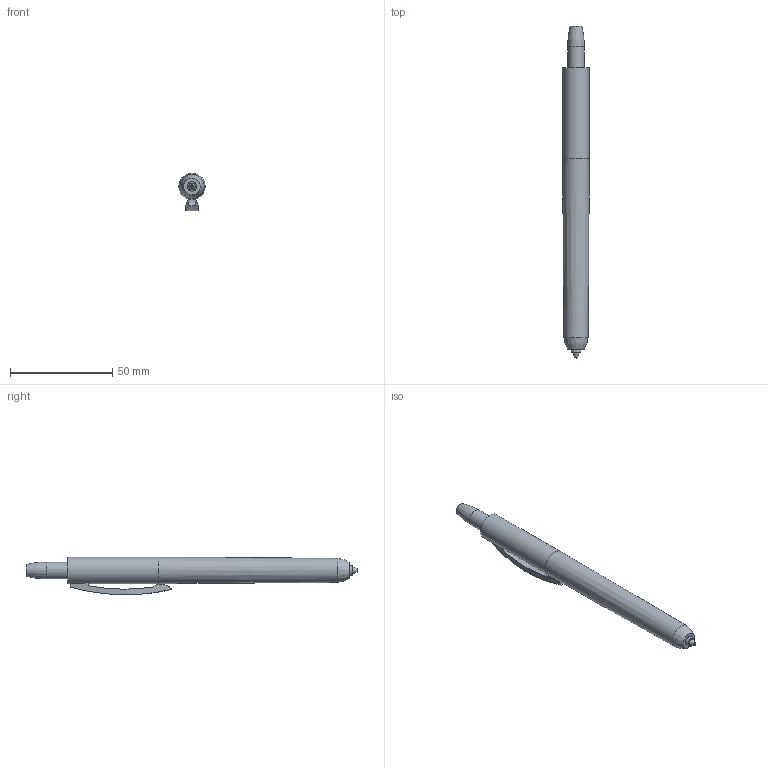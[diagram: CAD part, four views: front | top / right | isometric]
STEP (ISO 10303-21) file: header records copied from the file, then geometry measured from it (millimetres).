
FILE_DESCRIPTION(/* description */ (''),/* implementation_level */ '2;1');
FILE_NAME(/* name */ 'retractable_marker.stp',/* time_stamp */ '2020-04-11T05:45:16-04:00',/* author */ ('shane'),/* organization */ (''),/* preprocessor_version */ 'ST-DEVELOPER v16.13',/* originating_system */ 'Autodesk Inventor 2018',/* authorisation */ '');
FILE_SCHEMA (('AUTOMOTIVE_DESIGN { 1 0 10303 214 3 1 1 }'));
Length unit declared in the file: inch
Products named in the file (1): Retractable_Sharpie
Bounding box: 12.9 x 162.48 x 18.33 mm (x, y, z)
Volume: 18804.1 mm3; surface area: 6866.1 mm2
Topology: 1 solids, 1 shells, 20 faces, 55 edges, 40 vertices
Faces by surface type: cylinder 8, plane 7, bspline 4, cone 1
Full cylindrical faces by diameter (mm): 4.674 x1, 8.23 x1, 12.903 x1
Entity records: 816 total; most frequent: CARTESIAN_POINT 293, ORIENTED_EDGE 94, DIRECTION 88, EDGE_CURVE 47, AXIS2_PLACEMENT_3D 40, VERTEX_POINT 37, EDGE_LOOP 28, CIRCLE 21
